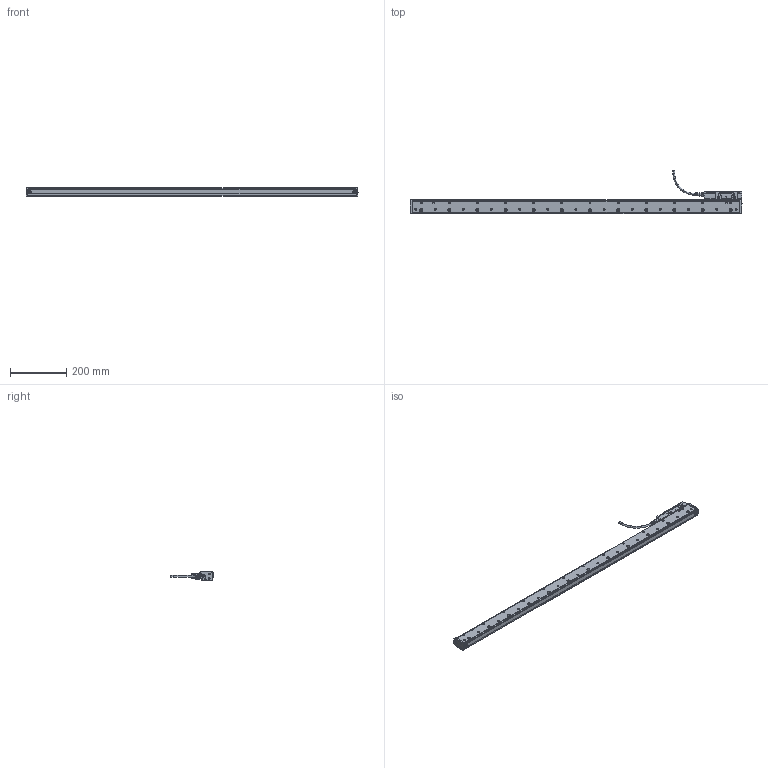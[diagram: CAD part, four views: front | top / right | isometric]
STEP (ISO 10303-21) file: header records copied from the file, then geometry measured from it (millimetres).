
FILE_DESCRIPTION(('CATIA V5 STEP'),'2;1');
FILE_NAME('SR67A-104-R.stp','2013-12-03T08:28:30+00:00',('none'),('none'),'CATIA Version 5 Release 19 SP 6 (IN-10)','CATIA V5 STEP AP214','none');
FILE_SCHEMA(('AUTOMOTIVE_DESIGN { 1 0 10303 214 1 1 1 1 }'));
Products named in the file (1): SR67A-104-R
Bounding box: 1179.5 x 153.8 x 31.5 mm (x, y, z)
Volume: 1575619.5 mm3; surface area: 261513.5 mm2
Topology: 1 solids, 137 shells, 3895 faces, 10363 edges, 6814 vertices
Faces by surface type: plane 1719, cylinder 1540, cone 400, torus 149, sphere 43, bspline 33, extrusion 11
Entity records: 119726 total; most frequent: CARTESIAN_POINT 28667, ORIENTED_EDGE 20542, DIRECTION 15188, EDGE_CURVE 10271, AXIS2_PLACEMENT_3D 7098, VERTEX_POINT 6810, VECTOR 5223, LINE 5212
